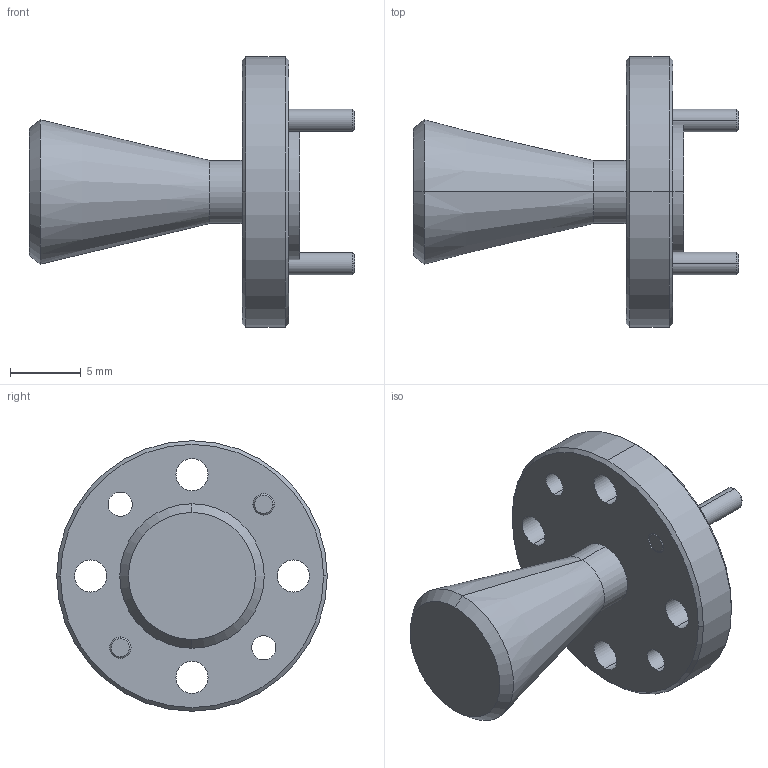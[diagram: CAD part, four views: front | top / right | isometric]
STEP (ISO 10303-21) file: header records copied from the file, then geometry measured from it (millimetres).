
FILE_DESCRIPTION (( 'STEP AP203' ), '1' );
FILE_NAME ('AC-CD1-075, step.STEP', '2017-06-05T23:11:19', ( '' ), ( '' ), 'SwSTEP 2.0', 'SolidWorks 2013', '' );
FILE_SCHEMA (( 'CONFIG_CONTROL_DESIGN' ));
Length unit declared in the file: inch
Products named in the file (1): AC-CD1-075, step
Bounding box: 22.92 x 19.05 x 19.05 mm (x, y, z)
Volume: 1547.4 mm3; surface area: 1367.2 mm2
Topology: 3 solids, 3 shells, 73 faces, 168 edges, 108 vertices
Faces by surface type: cylinder 36, cone 24, plane 13
Entity records: 2221 total; most frequent: DIRECTION 424, CARTESIAN_POINT 350, ORIENTED_EDGE 336, AXIS2_PLACEMENT_3D 182, EDGE_CURVE 168, VERTEX_POINT 108, CIRCLE 108, EDGE_LOOP 96
